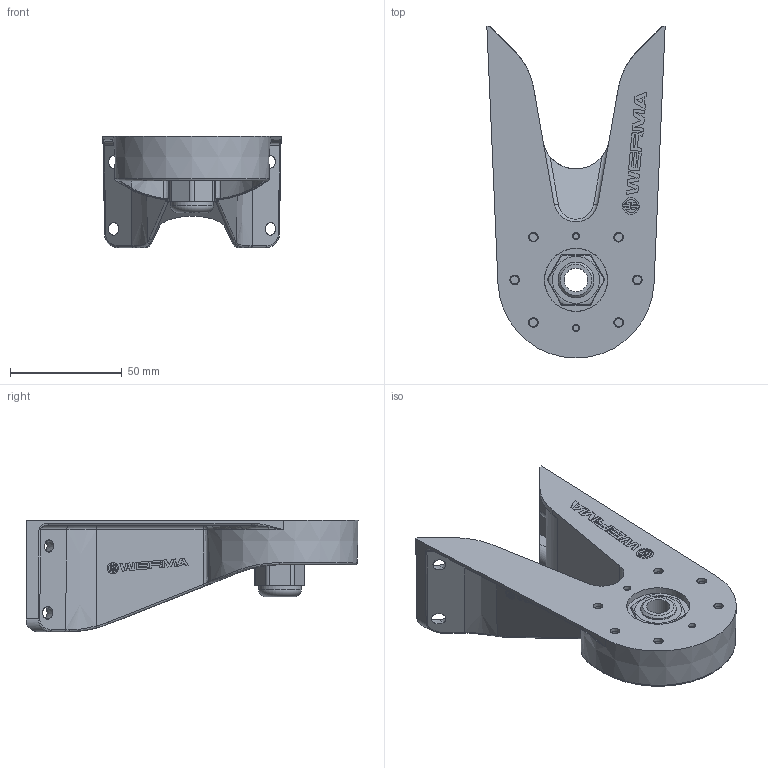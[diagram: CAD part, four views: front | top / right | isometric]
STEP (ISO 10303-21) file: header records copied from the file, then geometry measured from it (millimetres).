
FILE_DESCRIPTION(/* description */ ('Customer part'),/* implementation_level */ '2;1');
FILE_NAME(/* name */ '800000010044_prt_000.step',/* time_stamp */ '2021-05-05T10:07:39+02:00',/* author */ ('JENNERT'),/* organization */ ('WERMA Signaltechnik GmbH+Co.KG'),/* preprocessor_version */ 'ST-DEVELOPER v17',/* originating_system */ 'Autodesk Inventor 2018',/* authorisation */ 'public');
FILE_SCHEMA (('AUTOMOTIVE_DESIGN { 1 0 10303 214 3 1 1 }'));
Length unit declared in the file: millimetre
Products named in the file (1): 800000010044_prt_000_1
Bounding box: 79.9 x 148.8 x 50 mm (x, y, z)
Volume: 55326.5 mm3; surface area: 48025.3 mm2
Topology: 1 solids, 1 shells, 641 faces, 1689 edges, 1110 vertices
Faces by surface type: plane 372, cylinder 141, bspline 71, cone 33, torus 22, sphere 2
Full cylindrical faces by diameter (mm): 10.5 x1, 16 x2, 18 x1, 19 x1
Entity records: 23804 total; most frequent: CARTESIAN_POINT 7322, ORIENTED_EDGE 3370, DIRECTION 3138, EDGE_CURVE 1685, VERTEX_POINT 1110, LINE 1058, VECTOR 1058, AXIS2_PLACEMENT_3D 1040
